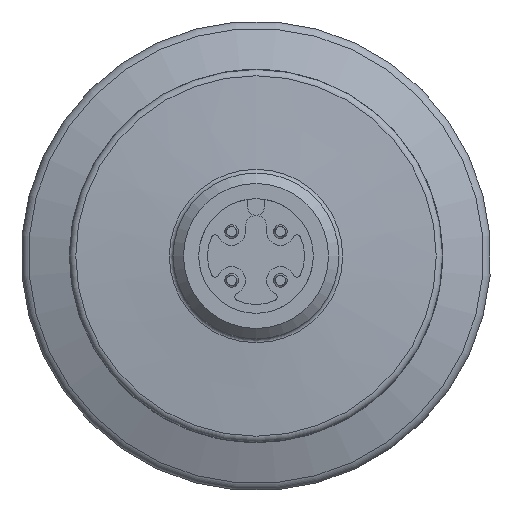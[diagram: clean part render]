
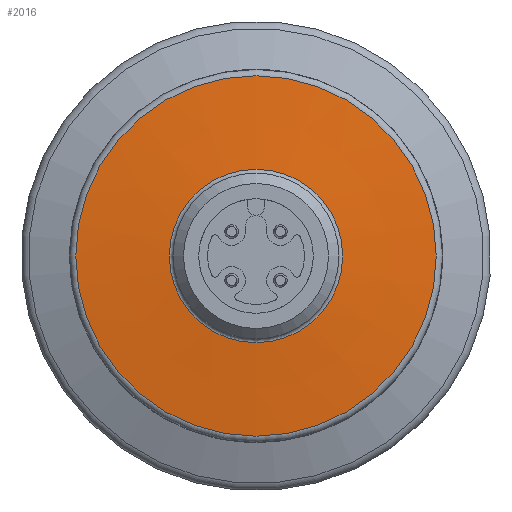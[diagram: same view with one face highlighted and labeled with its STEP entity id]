
A CAD part, front view. The second image highlights one B-rep face of the part: STEP entity #2016.
In plain terms, the highlighted conical face has half-angle 85 degrees and reference radius 6 mm.
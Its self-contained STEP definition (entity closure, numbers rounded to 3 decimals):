
#72=CONICAL_SURFACE('',#2135,6.,1.484);
#253=ORIENTED_EDGE('',*,*,#599,.T.);
#254=ORIENTED_EDGE('',*,*,#600,.T.);
#599=EDGE_CURVE('',#774,#774,#902,.T.);
#600=EDGE_CURVE('',#775,#775,#903,.T.);
#774=VERTEX_POINT('',#2838);
#775=VERTEX_POINT('',#2840);
#902=CIRCLE('',#2136,6.274);
#903=CIRCLE('',#2137,13.044);
#999=EDGE_LOOP('',(#253));
#1000=EDGE_LOOP('',(#254));
#1150=FACE_BOUND('',#999,.T.);
#1151=FACE_BOUND('',#1000,.T.);
#2016=ADVANCED_FACE('',(#1150,#1151),#72,.T.);
#2135=AXIS2_PLACEMENT_3D('',#2836,#2364,#2365);
#2136=AXIS2_PLACEMENT_3D('',#2837,#2366,#2367);
#2137=AXIS2_PLACEMENT_3D('',#2839,#2368,#2369);
#2364=DIRECTION('',(0.,1.,0.));
#2365=DIRECTION('',(0.,0.,-1.));
#2366=DIRECTION('',(0.,1.,0.));
#2367=DIRECTION('',(0.,0.,-1.));
#2368=DIRECTION('',(0.,-1.,0.));
#2369=DIRECTION('',(0.,0.,1.));
#2836=CARTESIAN_POINT('',(-0.018,-5.5,0.032));
#2837=CARTESIAN_POINT('',(-0.018,-5.476,0.032));
#2838=CARTESIAN_POINT('',(-0.018,-5.476,-6.242));
#2839=CARTESIAN_POINT('',(-0.018,-4.884,0.032));
#2840=CARTESIAN_POINT('',(-0.018,-4.884,13.076));
